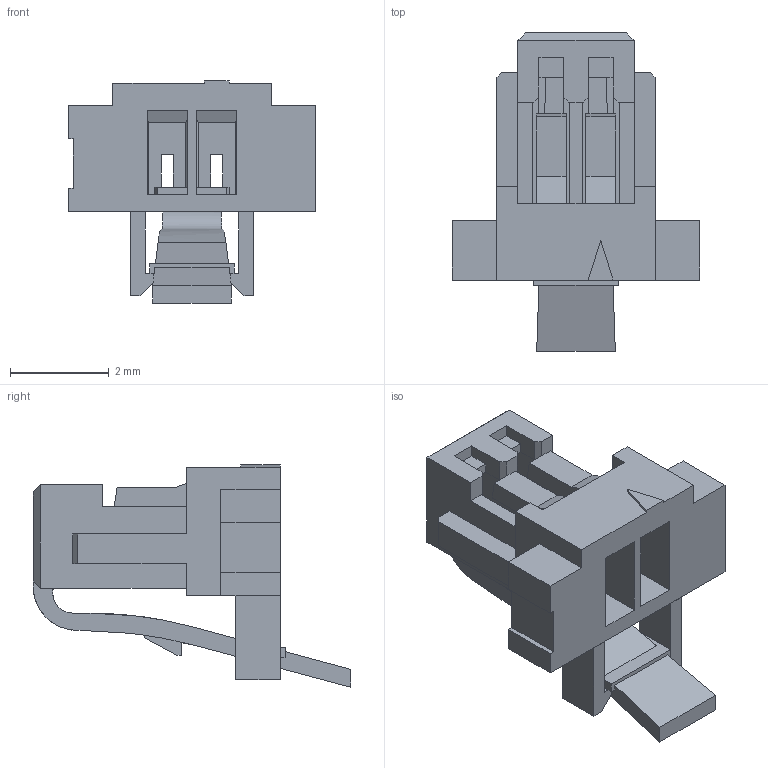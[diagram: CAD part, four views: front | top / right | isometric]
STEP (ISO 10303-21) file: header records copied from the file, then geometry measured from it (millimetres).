
FILE_DESCRIPTION(/* description */ ('STEP AP203'),/* implementation_level */ '2;1');
FILE_NAME(/* name */ 'ISS1-02-L',/* time_stamp */ '2023-07-28T22:45:40+02:00',/* author */ ('License CC BY-ND 4.0'),/* organization */ ('CADENAS'),/* preprocessor_version */ 'ST-DEVELOPER v19.3',/* originating_system */ 'PARTsolutions',/* authorisation */ ' ');
FILE_SCHEMA (('CONFIG_CONTROL_DESIGN'));
Length unit declared in the file: millimetre
Products named in the file (3): ISS1-02-L; ISS1-02-L-latch; ISS1-02-Lbody
Assembly tree (2 placements, depth 2):
  ISS1-02-L
    ISS1-02-L-latch
    ISS1-02-Lbody
Bounding box: 5 x 6.43 x 4.5 mm (x, y, z)
Volume: 29.7 mm3; surface area: 175.8 mm2
Topology: 2 solids, 2 shells, 173 faces, 496 edges, 324 vertices
Faces by surface type: plane 165, cylinder 8
Entity records: 5619 total; most frequent: CARTESIAN_POINT 996, ORIENTED_EDGE 992, DIRECTION 866, EDGE_CURVE 496, LINE 478, VECTOR 478, VERTEX_POINT 324, AXIS2_PLACEMENT_3D 194
